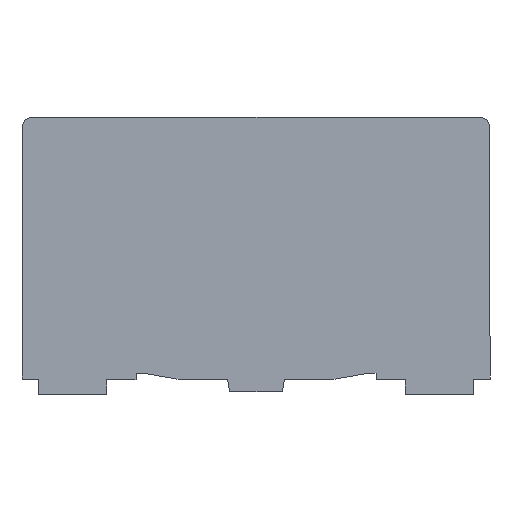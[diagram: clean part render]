
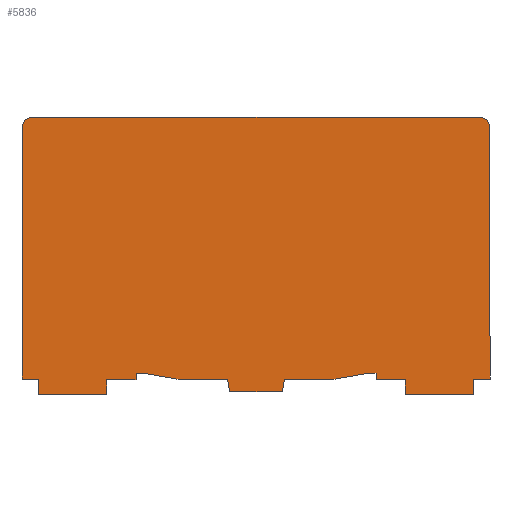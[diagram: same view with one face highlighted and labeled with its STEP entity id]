
A CAD part, left-side view. The second image highlights one B-rep face of the part: STEP entity #5836.
In plain terms, the highlighted planar face has unit normal (-1, 0, 0).
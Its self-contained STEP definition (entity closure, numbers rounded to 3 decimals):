
#4745=CARTESIAN_POINT('',(0.0,-36.3,-0.499));
#4746=VERTEX_POINT('',#4745);
#4753=CARTESIAN_POINT('',(0.0,-24.9,-0.499));
#4754=VERTEX_POINT('',#4753);
#4755=CARTESIAN_POINT('',(0.,-36.3,-0.499));
#4756=DIRECTION('',(0.0,1.0,0.0));
#4757=VECTOR('',#4756,11.4);
#4758=LINE('',#4755,#4757);
#4759=EDGE_CURVE('',#4746,#4754,#4758,.T.);
#4792=CARTESIAN_POINT('',(0.0,-36.3,2.1));
#4793=VERTEX_POINT('',#4792);
#4800=CARTESIAN_POINT('',(0.,-36.3,2.1));
#4801=DIRECTION('',(0.0,0.0,-1.0));
#4802=VECTOR('',#4801,2.599);
#4803=LINE('',#4800,#4802);
#4804=EDGE_CURVE('',#4793,#4746,#4803,.T.);
#4816=CARTESIAN_POINT('',(0.0,-39.,2.1));
#4817=VERTEX_POINT('',#4816);
#4824=CARTESIAN_POINT('',(0.,-39.,2.1));
#4825=DIRECTION('',(0.0,1.0,0.0));
#4826=VECTOR('',#4825,2.7);
#4827=LINE('',#4824,#4826);
#4828=EDGE_CURVE('',#4817,#4793,#4827,.T.);
#4840=CARTESIAN_POINT('',(0.0,-39.,44.201));
#4841=VERTEX_POINT('',#4840);
#4848=CARTESIAN_POINT('',(0.,-39.,44.201));
#4849=DIRECTION('',(0.0,0.0,-1.0));
#4850=VECTOR('',#4849,42.1);
#4851=LINE('',#4848,#4850);
#4852=EDGE_CURVE('',#4841,#4817,#4851,.T.);
#4864=CARTESIAN_POINT('',(0.0,-38.561,45.261));
#4865=VERTEX_POINT('',#4864);
#4872=CARTESIAN_POINT('',(0.,-38.561,45.261));
#4873=DIRECTION('',(0.,-0.383,-0.924));
#4874=VECTOR('',#4873,1.148);
#4875=LINE('',#4872,#4874);
#4876=EDGE_CURVE('',#4865,#4841,#4875,.T.);
#4919=CARTESIAN_POINT('',(0.0,-37.5,45.701));
#4920=VERTEX_POINT('',#4919);
#4927=CARTESIAN_POINT('',(0.,-37.5,45.701));
#4928=DIRECTION('',(0.,-0.924,-0.383));
#4929=VECTOR('',#4928,1.148);
#4930=LINE('',#4927,#4929);
#4931=EDGE_CURVE('',#4920,#4865,#4930,.T.);
#4943=CARTESIAN_POINT('',(0.0,38.56,45.261));
#4944=VERTEX_POINT('',#4943);
#4951=CARTESIAN_POINT('',(0.0,37.5,45.701));
#4952=VERTEX_POINT('',#4951);
#4953=CARTESIAN_POINT('',(0.,38.56,45.261));
#4954=DIRECTION('',(0.,-0.924,0.383));
#4955=VECTOR('',#4954,1.148);
#4956=LINE('',#4953,#4955);
#4957=EDGE_CURVE('',#4944,#4952,#4956,.T.);
#4974=CARTESIAN_POINT('',(0.0,39.,44.201));
#4975=VERTEX_POINT('',#4974);
#4982=CARTESIAN_POINT('',(0.,39.,44.201));
#4983=DIRECTION('',(0.,-0.383,0.924));
#4984=VECTOR('',#4983,1.148);
#4985=LINE('',#4982,#4984);
#4986=EDGE_CURVE('',#4975,#4944,#4985,.T.);
#4998=CARTESIAN_POINT('',(0.0,39.,2.1));
#4999=VERTEX_POINT('',#4998);
#5006=CARTESIAN_POINT('',(0.,39.,2.1));
#5007=DIRECTION('',(0.0,0.0,1.0));
#5008=VECTOR('',#5007,42.1);
#5009=LINE('',#5006,#5008);
#5010=EDGE_CURVE('',#4999,#4975,#5009,.T.);
#5022=CARTESIAN_POINT('',(0.0,36.3,2.1));
#5023=VERTEX_POINT('',#5022);
#5030=CARTESIAN_POINT('',(0.,36.3,2.1));
#5031=DIRECTION('',(0.0,1.0,0.0));
#5032=VECTOR('',#5031,2.7);
#5033=LINE('',#5030,#5032);
#5034=EDGE_CURVE('',#5023,#4999,#5033,.T.);
#5046=CARTESIAN_POINT('',(0.0,36.3,-0.499));
#5047=VERTEX_POINT('',#5046);
#5054=CARTESIAN_POINT('',(0.,36.3,-0.499));
#5055=DIRECTION('',(0.0,0.0,1.0));
#5056=VECTOR('',#5055,2.599);
#5057=LINE('',#5054,#5056);
#5058=EDGE_CURVE('',#5047,#5023,#5057,.T.);
#5096=CARTESIAN_POINT('',(0.,37.5,45.701));
#5097=DIRECTION('',(0.0,-1.0,0.0));
#5098=VECTOR('',#5097,75.);
#5099=LINE('',#5096,#5098);
#5100=EDGE_CURVE('',#4952,#4920,#5099,.T.);
#5195=CARTESIAN_POINT('',(0.0,-24.9,2.001));
#5196=VERTEX_POINT('',#5195);
#5197=CARTESIAN_POINT('',(0.,-24.9,-0.499));
#5198=DIRECTION('',(0.0,0.0,1.0));
#5199=VECTOR('',#5198,2.5);
#5200=LINE('',#5197,#5199);
#5201=EDGE_CURVE('',#4754,#5196,#5200,.T.);
#5226=CARTESIAN_POINT('',(0.0,-20.001,2.001));
#5227=VERTEX_POINT('',#5226);
#5228=CARTESIAN_POINT('',(0.,-24.9,2.001));
#5229=DIRECTION('',(0.0,1.0,0.0));
#5230=VECTOR('',#5229,4.9);
#5231=LINE('',#5228,#5230);
#5232=EDGE_CURVE('',#5196,#5227,#5231,.T.);
#5257=CARTESIAN_POINT('',(0.0,-20.001,3.101));
#5258=VERTEX_POINT('',#5257);
#5259=CARTESIAN_POINT('',(0.,-20.001,2.001));
#5260=DIRECTION('',(0.0,0.0,1.0));
#5261=VECTOR('',#5260,1.1);
#5262=LINE('',#5259,#5261);
#5263=EDGE_CURVE('',#5227,#5258,#5262,.T.);
#5288=CARTESIAN_POINT('',(0.0,-18.9,3.101));
#5289=VERTEX_POINT('',#5288);
#5290=CARTESIAN_POINT('',(0.,-20.001,3.101));
#5291=DIRECTION('',(0.0,1.0,0.0));
#5292=VECTOR('',#5291,1.1);
#5293=LINE('',#5290,#5292);
#5294=EDGE_CURVE('',#5258,#5289,#5293,.T.);
#5319=CARTESIAN_POINT('',(0.0,-12.662,2.001));
#5320=VERTEX_POINT('',#5319);
#5321=CARTESIAN_POINT('',(0.,-18.9,3.101));
#5322=DIRECTION('',(0.,0.985,-0.174));
#5323=VECTOR('',#5322,6.335);
#5324=LINE('',#5321,#5323);
#5325=EDGE_CURVE('',#5289,#5320,#5324,.T.);
#5350=CARTESIAN_POINT('',(0.0,-4.75,2.001));
#5351=VERTEX_POINT('',#5350);
#5352=CARTESIAN_POINT('',(0.,-12.662,2.001));
#5353=DIRECTION('',(0.0,1.0,0.0));
#5354=VECTOR('',#5353,7.912);
#5355=LINE('',#5352,#5354);
#5356=EDGE_CURVE('',#5320,#5351,#5355,.T.);
#5381=CARTESIAN_POINT('',(0.0,-4.397,0.0));
#5382=VERTEX_POINT('',#5381);
#5383=CARTESIAN_POINT('',(0.,-4.75,2.001));
#5384=DIRECTION('',(0.,0.174,-0.985));
#5385=VECTOR('',#5384,2.032);
#5386=LINE('',#5383,#5385);
#5387=EDGE_CURVE('',#5351,#5382,#5386,.T.);
#5412=CARTESIAN_POINT('',(0.0,4.397,0.0));
#5413=VERTEX_POINT('',#5412);
#5414=CARTESIAN_POINT('',(0.0,-4.397,0.0));
#5415=DIRECTION('',(0.0,1.0,0.0));
#5416=VECTOR('',#5415,8.794);
#5417=LINE('',#5414,#5416);
#5418=EDGE_CURVE('',#5382,#5413,#5417,.T.);
#5443=CARTESIAN_POINT('',(0.0,4.75,2.001));
#5444=VERTEX_POINT('',#5443);
#5445=CARTESIAN_POINT('',(0.,4.397,0.0));
#5446=DIRECTION('',(0.,0.173,0.985));
#5447=VECTOR('',#5446,2.032);
#5448=LINE('',#5445,#5447);
#5449=EDGE_CURVE('',#5413,#5444,#5448,.T.);
#5474=CARTESIAN_POINT('',(0.0,12.661,2.001));
#5475=VERTEX_POINT('',#5474);
#5476=CARTESIAN_POINT('',(0.0,4.75,2.001));
#5477=DIRECTION('',(0.0,1.0,0.0));
#5478=VECTOR('',#5477,7.912);
#5479=LINE('',#5476,#5478);
#5480=EDGE_CURVE('',#5444,#5475,#5479,.T.);
#5505=CARTESIAN_POINT('',(0.0,18.9,3.101));
#5506=VERTEX_POINT('',#5505);
#5507=CARTESIAN_POINT('',(0.,12.661,2.001));
#5508=DIRECTION('',(0.,0.985,0.174));
#5509=VECTOR('',#5508,6.335);
#5510=LINE('',#5507,#5509);
#5511=EDGE_CURVE('',#5475,#5506,#5510,.T.);
#5536=CARTESIAN_POINT('',(0.0,20.,3.101));
#5537=VERTEX_POINT('',#5536);
#5538=CARTESIAN_POINT('',(0.0,18.9,3.101));
#5539=DIRECTION('',(0.0,1.0,0.0));
#5540=VECTOR('',#5539,1.1);
#5541=LINE('',#5538,#5540);
#5542=EDGE_CURVE('',#5506,#5537,#5541,.T.);
#5567=CARTESIAN_POINT('',(0.0,20.,2.001));
#5568=VERTEX_POINT('',#5567);
#5569=CARTESIAN_POINT('',(0.,20.,3.101));
#5570=DIRECTION('',(0.0,0.0,-1.0));
#5571=VECTOR('',#5570,1.1);
#5572=LINE('',#5569,#5571);
#5573=EDGE_CURVE('',#5537,#5568,#5572,.T.);
#5598=CARTESIAN_POINT('',(0.0,24.9,2.001));
#5599=VERTEX_POINT('',#5598);
#5600=CARTESIAN_POINT('',(0.,20.,2.001));
#5601=DIRECTION('',(0.0,1.0,0.0));
#5602=VECTOR('',#5601,4.9);
#5603=LINE('',#5600,#5602);
#5604=EDGE_CURVE('',#5568,#5599,#5603,.T.);
#5629=CARTESIAN_POINT('',(0.0,24.9,-0.499));
#5630=VERTEX_POINT('',#5629);
#5631=CARTESIAN_POINT('',(0.,24.9,2.001));
#5632=DIRECTION('',(0.0,0.0,-1.0));
#5633=VECTOR('',#5632,2.5);
#5634=LINE('',#5631,#5633);
#5635=EDGE_CURVE('',#5599,#5630,#5634,.T.);
#5676=CARTESIAN_POINT('',(0.0,24.9,-0.499));
#5677=DIRECTION('',(0.0,1.0,0.0));
#5678=VECTOR('',#5677,11.4);
#5679=LINE('',#5676,#5678);
#5680=EDGE_CURVE('',#5630,#5047,#5679,.T.);
#5801=CARTESIAN_POINT('',(0.0,0.,22.084));
#5802=DIRECTION('',(-1.0,0.0,0.0));
#5803=DIRECTION('',(0.0,0.0,1.0));
#5804=AXIS2_PLACEMENT_3D('',#5801,#5802,#5803);
#5805=PLANE('',#5804);
#5806=ORIENTED_EDGE('',*,*,#5100,.F.);
#5807=ORIENTED_EDGE('',*,*,#4957,.F.);
#5808=ORIENTED_EDGE('',*,*,#4986,.F.);
#5809=ORIENTED_EDGE('',*,*,#5010,.F.);
#5810=ORIENTED_EDGE('',*,*,#5034,.F.);
#5811=ORIENTED_EDGE('',*,*,#5058,.F.);
#5812=ORIENTED_EDGE('',*,*,#5680,.F.);
#5813=ORIENTED_EDGE('',*,*,#5635,.F.);
#5814=ORIENTED_EDGE('',*,*,#5604,.F.);
#5815=ORIENTED_EDGE('',*,*,#5573,.F.);
#5816=ORIENTED_EDGE('',*,*,#5542,.F.);
#5817=ORIENTED_EDGE('',*,*,#5511,.F.);
#5818=ORIENTED_EDGE('',*,*,#5480,.F.);
#5819=ORIENTED_EDGE('',*,*,#5449,.F.);
#5820=ORIENTED_EDGE('',*,*,#5418,.F.);
#5821=ORIENTED_EDGE('',*,*,#5387,.F.);
#5822=ORIENTED_EDGE('',*,*,#5356,.F.);
#5823=ORIENTED_EDGE('',*,*,#5325,.F.);
#5824=ORIENTED_EDGE('',*,*,#5294,.F.);
#5825=ORIENTED_EDGE('',*,*,#5263,.F.);
#5826=ORIENTED_EDGE('',*,*,#5232,.F.);
#5827=ORIENTED_EDGE('',*,*,#5201,.F.);
#5828=ORIENTED_EDGE('',*,*,#4759,.F.);
#5829=ORIENTED_EDGE('',*,*,#4804,.F.);
#5830=ORIENTED_EDGE('',*,*,#4828,.F.);
#5831=ORIENTED_EDGE('',*,*,#4852,.F.);
#5832=ORIENTED_EDGE('',*,*,#4876,.F.);
#5833=ORIENTED_EDGE('',*,*,#4931,.F.);
#5834=EDGE_LOOP('',(#5806,#5807,#5808,#5809,#5810,#5811,#5812,#5813,#5814,#5815,#5816,#5817,#5818,#5819,#5820,#5821,#5822,#5823,#5824,#5825,#5826,#5827,#5828,#5829,#5830,#5831,#5832,#5833));
#5835=FACE_OUTER_BOUND('',#5834,.T.);
#5836=ADVANCED_FACE('',(#5835),#5805,.T.);
